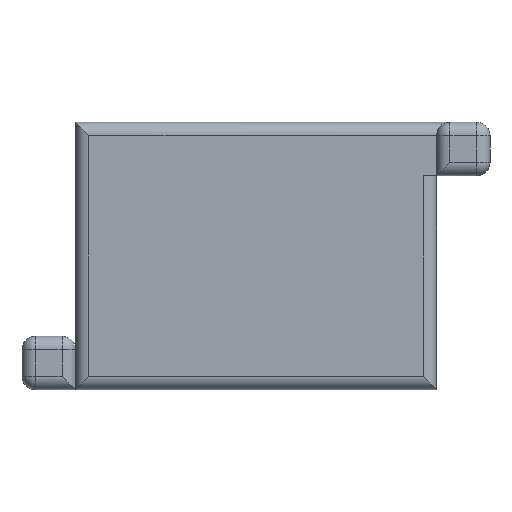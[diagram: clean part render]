
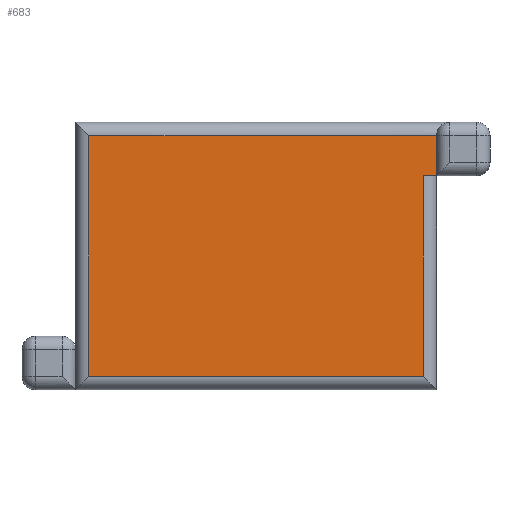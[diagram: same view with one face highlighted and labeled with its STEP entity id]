
A CAD part, front view. The second image highlights one B-rep face of the part: STEP entity #683.
In plain terms, the highlighted planar face has unit normal (0, -1, 0).
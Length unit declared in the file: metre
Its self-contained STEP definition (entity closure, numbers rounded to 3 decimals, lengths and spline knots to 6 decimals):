
#84=ORIENTED_EDGE('',*,*,#286,.T.);
#85=ORIENTED_EDGE('',*,*,#287,.T.);
#86=ORIENTED_EDGE('',*,*,#288,.T.);
#87=ORIENTED_EDGE('',*,*,#289,.T.);
#88=ORIENTED_EDGE('',*,*,#290,.T.);
#89=ORIENTED_EDGE('',*,*,#291,.T.);
#286=EDGE_CURVE('',#387,#388,#442,.T.);
#287=EDGE_CURVE('',#388,#389,#443,.F.);
#288=EDGE_CURVE('',#389,#390,#444,.T.);
#289=EDGE_CURVE('',#390,#391,#445,.T.);
#290=EDGE_CURVE('',#391,#392,#446,.F.);
#291=EDGE_CURVE('',#392,#387,#447,.T.);
#387=VERTEX_POINT('',#1078);
#388=VERTEX_POINT('',#1079);
#389=VERTEX_POINT('',#1081);
#390=VERTEX_POINT('',#1083);
#391=VERTEX_POINT('',#1085);
#392=VERTEX_POINT('',#1087);
#442=LINE('',#1077,#510);
#443=LINE('',#1080,#511);
#444=LINE('',#1082,#512);
#445=LINE('',#1084,#513);
#446=LINE('',#1086,#514);
#447=LINE('',#1088,#515);
#510=VECTOR('',#841,1.);
#511=VECTOR('',#842,1.);
#512=VECTOR('',#843,1.);
#513=VECTOR('',#844,1.);
#514=VECTOR('',#845,1.);
#515=VECTOR('',#846,1.);
#570=EDGE_LOOP('',(#84,#85,#86,#87,#88,#89));
#617=FACE_BOUND('',#570,.T.);
#664=PLANE('',#744);
#683=ADVANCED_FACE('',(#617),#664,.T.);
#744=AXIS2_PLACEMENT_3D('',#1076,#839,#840);
#839=DIRECTION('',(0.,-1.,0.));
#840=DIRECTION('',(1.,0.,0.));
#841=DIRECTION('',(0.,0.,1.));
#842=DIRECTION('',(1.,0.,0.));
#843=DIRECTION('',(0.,0.,-1.));
#844=DIRECTION('',(1.,0.,0.));
#845=DIRECTION('',(0.,0.,-1.));
#846=DIRECTION('',(1.,0.,0.));
#1076=CARTESIAN_POINT('',(0.00725,-0.005,-0.01654));
#1077=CARTESIAN_POINT('',(0.0135,-0.005,-0.01654));
#1078=CARTESIAN_POINT('',(0.0135,-0.005,0.00027));
#1079=CARTESIAN_POINT('',(0.0135,-0.005,0.00327));
#1080=CARTESIAN_POINT('',(0.00725,-0.005,0.00327));
#1081=CARTESIAN_POINT('',(-0.0125,-0.005,0.00327));
#1082=CARTESIAN_POINT('',(-0.0125,-0.005,-0.01173));
#1083=CARTESIAN_POINT('',(-0.0125,-0.005,-0.01473));
#1084=CARTESIAN_POINT('',(0.0135,-0.005,-0.01473));
#1085=CARTESIAN_POINT('',(0.0125,-0.005,-0.01473));
#1086=CARTESIAN_POINT('',(0.0125,-0.005,-0.01654));
#1087=CARTESIAN_POINT('',(0.0125,-0.005,0.00027));
#1088=CARTESIAN_POINT('',(0.00725,-0.005,0.00027));
